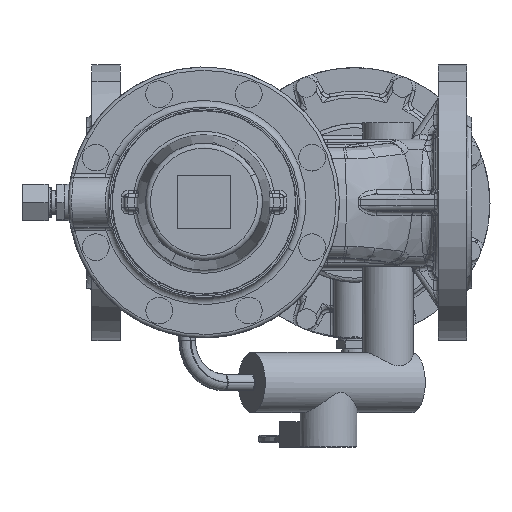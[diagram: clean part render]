
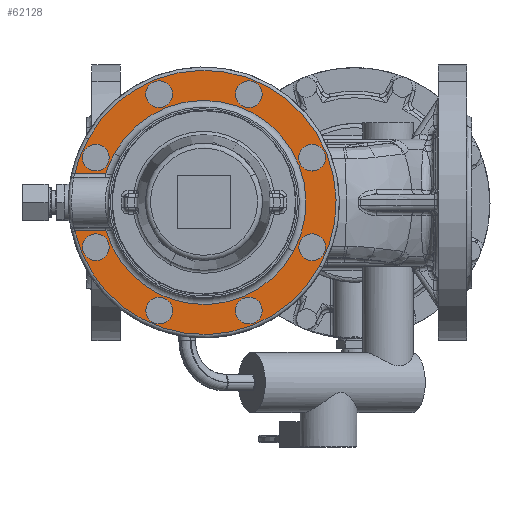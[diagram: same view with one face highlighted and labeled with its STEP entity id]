
A CAD part, top view. The second image highlights one B-rep face of the part: STEP entity #62128.
In plain terms, the highlighted planar face has unit normal (0, 0, 1).
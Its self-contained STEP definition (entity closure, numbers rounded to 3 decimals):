
#61943=VECTOR('Line Direction',#61942,1.) ;
#61971=VECTOR('Line Direction',#61970,1.) ;
#61011=DIRECTION('Axis2P3D Direction',(0.,0.,-1.)) ;
#61049=DIRECTION('Axis2P3D Direction',(0.,-0.,-1.)) ;
#61513=DIRECTION('Axis2P3D Direction',(0.,-0.,-1.)) ;
#61937=DIRECTION('Axis2P3D Direction',(0.,0.,-1.)) ;
#61938=DIRECTION('Axis2P3D XDirection',(0.,1.,0.)) ;
#61942=DIRECTION('Vector Direction',(-1.,0.,0.)) ;
#61949=DIRECTION('Axis2P3D Direction',(0.,0.,-1.)) ;
#61956=DIRECTION('Axis2P3D Direction',(0.,0.,-1.)) ;
#61963=DIRECTION('Axis2P3D Direction',(0.,0.,-1.)) ;
#61970=DIRECTION('Vector Direction',(-1.,0.,0.)) ;
#61985=DIRECTION('Axis2P3D Direction',(0.,0.,-1.)) ;
#61994=DIRECTION('Axis2P3D Direction',(0.,0.,-1.)) ;
#62003=DIRECTION('Axis2P3D Direction',(0.,0.,-1.)) ;
#62012=DIRECTION('Axis2P3D Direction',(0.,0.,-1.)) ;
#62021=DIRECTION('Axis2P3D Direction',(0.,0.,-1.)) ;
#62030=DIRECTION('Axis2P3D Direction',(0.,0.,-1.)) ;
#62039=DIRECTION('Axis2P3D Direction',(0.,0.,-1.)) ;
#62048=DIRECTION('Axis2P3D Direction',(0.,0.,-1.)) ;
#62057=DIRECTION('Axis2P3D Direction',(0.,0.,-1.)) ;
#62066=DIRECTION('Axis2P3D Direction',(0.,0.,-1.)) ;
#62075=DIRECTION('Axis2P3D Direction',(0.,0.,-1.)) ;
#62084=DIRECTION('Axis2P3D Direction',(0.,0.,-1.)) ;
#62093=DIRECTION('Axis2P3D Direction',(0.,0.,-1.)) ;
#62102=DIRECTION('Axis2P3D Direction',(0.,0.,-1.)) ;
#62111=DIRECTION('Axis2P3D Direction',(0.,0.,-1.)) ;
#62120=DIRECTION('Axis2P3D Direction',(0.,0.,-1.)) ;
#61010=CARTESIAN_POINT('Axis2P3D Location',(0.,0.,138.)) ;
#61014=CARTESIAN_POINT('Vertex',(-69.329,37.875,138.)) ;
#61016=CARTESIAN_POINT('Vertex',(69.329,-37.875,138.)) ;
#61045=CARTESIAN_POINT('Vertex',(-77.149,17.,138.)) ;
#61048=CARTESIAN_POINT('Axis2P3D Location',(0.,0.,138.)) ;
#61486=CARTESIAN_POINT('Vertex',(-77.149,-17.,138.)) ;
#61512=CARTESIAN_POINT('Axis2P3D Location',(0.,0.,138.)) ;
#61936=CARTESIAN_POINT('Axis2P3D Location',(-81.,0.,138.)) ;
#61941=CARTESIAN_POINT('Line Origine',(-67.866,17.,138.)) ;
#61945=CARTESIAN_POINT('Vertex',(-58.583,17.,138.)) ;
#61948=CARTESIAN_POINT('Axis2P3D Location',(0.,0.,138.)) ;
#61952=CARTESIAN_POINT('Vertex',(-53.533,29.245,138.)) ;
#61955=CARTESIAN_POINT('Axis2P3D Location',(0.,0.,138.)) ;
#61959=CARTESIAN_POINT('Vertex',(53.533,-29.245,138.)) ;
#61962=CARTESIAN_POINT('Axis2P3D Location',(0.,0.,138.)) ;
#61966=CARTESIAN_POINT('Vertex',(-58.583,-17.,138.)) ;
#61969=CARTESIAN_POINT('Line Origine',(-67.866,-17.,138.)) ;
#61984=CARTESIAN_POINT('Axis2P3D Location',(-26.788,-64.672,138.)) ;
#61988=CARTESIAN_POINT('Vertex',(-32.445,-70.328,138.)) ;
#61990=CARTESIAN_POINT('Vertex',(-21.131,-59.015,138.)) ;
#61993=CARTESIAN_POINT('Axis2P3D Location',(-26.788,-64.672,138.)) ;
#62002=CARTESIAN_POINT('Axis2P3D Location',(26.788,64.672,138.)) ;
#62006=CARTESIAN_POINT('Vertex',(32.445,70.328,138.)) ;
#62008=CARTESIAN_POINT('Vertex',(21.131,59.015,138.)) ;
#62011=CARTESIAN_POINT('Axis2P3D Location',(26.788,64.672,138.)) ;
#62020=CARTESIAN_POINT('Axis2P3D Location',(-26.788,64.672,138.)) ;
#62024=CARTESIAN_POINT('Vertex',(-26.788,72.672,138.)) ;
#62026=CARTESIAN_POINT('Vertex',(-26.788,56.672,138.)) ;
#62029=CARTESIAN_POINT('Axis2P3D Location',(-26.788,64.672,138.)) ;
#62038=CARTESIAN_POINT('Axis2P3D Location',(-64.672,26.788,138.)) ;
#62042=CARTESIAN_POINT('Vertex',(-70.328,32.445,138.)) ;
#62044=CARTESIAN_POINT('Vertex',(-59.015,21.131,138.)) ;
#62047=CARTESIAN_POINT('Axis2P3D Location',(-64.672,26.788,138.)) ;
#62056=CARTESIAN_POINT('Axis2P3D Location',(-64.672,-26.788,138.)) ;
#62060=CARTESIAN_POINT('Vertex',(-56.672,-26.788,138.)) ;
#62062=CARTESIAN_POINT('Vertex',(-72.672,-26.788,138.)) ;
#62065=CARTESIAN_POINT('Axis2P3D Location',(-64.672,-26.788,138.)) ;
#62074=CARTESIAN_POINT('Axis2P3D Location',(64.672,26.788,138.)) ;
#62078=CARTESIAN_POINT('Vertex',(56.672,26.788,138.)) ;
#62080=CARTESIAN_POINT('Vertex',(72.672,26.788,138.)) ;
#62083=CARTESIAN_POINT('Axis2P3D Location',(64.672,26.788,138.)) ;
#62092=CARTESIAN_POINT('Axis2P3D Location',(64.672,-26.788,138.)) ;
#62096=CARTESIAN_POINT('Vertex',(59.015,-21.131,138.)) ;
#62098=CARTESIAN_POINT('Vertex',(70.328,-32.445,138.)) ;
#62101=CARTESIAN_POINT('Axis2P3D Location',(64.672,-26.788,138.)) ;
#62110=CARTESIAN_POINT('Axis2P3D Location',(26.788,-64.672,138.)) ;
#62114=CARTESIAN_POINT('Vertex',(26.788,-56.672,138.)) ;
#62116=CARTESIAN_POINT('Vertex',(26.788,-72.672,138.)) ;
#62119=CARTESIAN_POINT('Axis2P3D Location',(26.788,-64.672,138.)) ;
#61012=AXIS2_PLACEMENT_3D('Circle Axis2P3D',#61010,#61011,$) ;
#61050=AXIS2_PLACEMENT_3D('Circle Axis2P3D',#61048,#61049,$) ;
#61514=AXIS2_PLACEMENT_3D('Circle Axis2P3D',#61512,#61513,$) ;
#61939=AXIS2_PLACEMENT_3D('Plane Axis2P3D',#61936,#61937,#61938) ;
#61950=AXIS2_PLACEMENT_3D('Circle Axis2P3D',#61948,#61949,$) ;
#61957=AXIS2_PLACEMENT_3D('Circle Axis2P3D',#61955,#61956,$) ;
#61964=AXIS2_PLACEMENT_3D('Circle Axis2P3D',#61962,#61963,$) ;
#61986=AXIS2_PLACEMENT_3D('Circle Axis2P3D',#61984,#61985,$) ;
#61995=AXIS2_PLACEMENT_3D('Circle Axis2P3D',#61993,#61994,$) ;
#62004=AXIS2_PLACEMENT_3D('Circle Axis2P3D',#62002,#62003,$) ;
#62013=AXIS2_PLACEMENT_3D('Circle Axis2P3D',#62011,#62012,$) ;
#62022=AXIS2_PLACEMENT_3D('Circle Axis2P3D',#62020,#62021,$) ;
#62031=AXIS2_PLACEMENT_3D('Circle Axis2P3D',#62029,#62030,$) ;
#62040=AXIS2_PLACEMENT_3D('Circle Axis2P3D',#62038,#62039,$) ;
#62049=AXIS2_PLACEMENT_3D('Circle Axis2P3D',#62047,#62048,$) ;
#62058=AXIS2_PLACEMENT_3D('Circle Axis2P3D',#62056,#62057,$) ;
#62067=AXIS2_PLACEMENT_3D('Circle Axis2P3D',#62065,#62066,$) ;
#62076=AXIS2_PLACEMENT_3D('Circle Axis2P3D',#62074,#62075,$) ;
#62085=AXIS2_PLACEMENT_3D('Circle Axis2P3D',#62083,#62084,$) ;
#62094=AXIS2_PLACEMENT_3D('Circle Axis2P3D',#62092,#62093,$) ;
#62103=AXIS2_PLACEMENT_3D('Circle Axis2P3D',#62101,#62102,$) ;
#62112=AXIS2_PLACEMENT_3D('Circle Axis2P3D',#62110,#62111,$) ;
#62121=AXIS2_PLACEMENT_3D('Circle Axis2P3D',#62119,#62120,$) ;
#62001=FACE_BOUND('',#61998,.T.) ;
#62019=FACE_BOUND('',#62016,.T.) ;
#62037=FACE_BOUND('',#62034,.T.) ;
#62055=FACE_BOUND('',#62052,.T.) ;
#62073=FACE_BOUND('',#62070,.T.) ;
#62091=FACE_BOUND('',#62088,.T.) ;
#62109=FACE_BOUND('',#62106,.T.) ;
#62127=FACE_BOUND('',#62124,.T.) ;
#61018=EDGE_CURVE('',#61015,#61017,#61013,.T.) ;
#61052=EDGE_CURVE('',#61046,#61015,#61051,.T.) ;
#61516=EDGE_CURVE('',#61017,#61487,#61515,.T.) ;
#61947=EDGE_CURVE('',#61946,#61046,#61944,.T.) ;
#61954=EDGE_CURVE('',#61946,#61953,#61951,.T.) ;
#61961=EDGE_CURVE('',#61953,#61960,#61958,.T.) ;
#61968=EDGE_CURVE('',#61960,#61967,#61965,.T.) ;
#61973=EDGE_CURVE('',#61487,#61967,#61972,.F.) ;
#61992=EDGE_CURVE('',#61989,#61991,#61987,.T.) ;
#61997=EDGE_CURVE('',#61991,#61989,#61996,.T.) ;
#62010=EDGE_CURVE('',#62007,#62009,#62005,.T.) ;
#62015=EDGE_CURVE('',#62009,#62007,#62014,.T.) ;
#62028=EDGE_CURVE('',#62025,#62027,#62023,.T.) ;
#62033=EDGE_CURVE('',#62027,#62025,#62032,.T.) ;
#62046=EDGE_CURVE('',#62043,#62045,#62041,.T.) ;
#62051=EDGE_CURVE('',#62045,#62043,#62050,.T.) ;
#62064=EDGE_CURVE('',#62061,#62063,#62059,.T.) ;
#62069=EDGE_CURVE('',#62063,#62061,#62068,.T.) ;
#62082=EDGE_CURVE('',#62079,#62081,#62077,.T.) ;
#62087=EDGE_CURVE('',#62081,#62079,#62086,.T.) ;
#62100=EDGE_CURVE('',#62097,#62099,#62095,.T.) ;
#62105=EDGE_CURVE('',#62099,#62097,#62104,.T.) ;
#62118=EDGE_CURVE('',#62115,#62117,#62113,.T.) ;
#62123=EDGE_CURVE('',#62117,#62115,#62122,.T.) ;
#61940=PLANE('Plane',#61939) ;
#61975=ORIENTED_EDGE('',*,*,#61516,.F.) ;
#61976=ORIENTED_EDGE('',*,*,#61018,.F.) ;
#61977=ORIENTED_EDGE('',*,*,#61052,.F.) ;
#61978=ORIENTED_EDGE('',*,*,#61947,.F.) ;
#61979=ORIENTED_EDGE('',*,*,#61954,.T.) ;
#61980=ORIENTED_EDGE('',*,*,#61961,.T.) ;
#61981=ORIENTED_EDGE('',*,*,#61968,.T.) ;
#61982=ORIENTED_EDGE('',*,*,#61973,.F.) ;
#61999=ORIENTED_EDGE('',*,*,#61992,.T.) ;
#62000=ORIENTED_EDGE('',*,*,#61997,.T.) ;
#62017=ORIENTED_EDGE('',*,*,#62010,.T.) ;
#62018=ORIENTED_EDGE('',*,*,#62015,.T.) ;
#62035=ORIENTED_EDGE('',*,*,#62028,.T.) ;
#62036=ORIENTED_EDGE('',*,*,#62033,.T.) ;
#62053=ORIENTED_EDGE('',*,*,#62046,.T.) ;
#62054=ORIENTED_EDGE('',*,*,#62051,.T.) ;
#62071=ORIENTED_EDGE('',*,*,#62064,.T.) ;
#62072=ORIENTED_EDGE('',*,*,#62069,.T.) ;
#62089=ORIENTED_EDGE('',*,*,#62082,.T.) ;
#62090=ORIENTED_EDGE('',*,*,#62087,.T.) ;
#62107=ORIENTED_EDGE('',*,*,#62100,.T.) ;
#62108=ORIENTED_EDGE('',*,*,#62105,.T.) ;
#62125=ORIENTED_EDGE('',*,*,#62118,.T.) ;
#62126=ORIENTED_EDGE('',*,*,#62123,.T.) ;
#61944=LINE('Line',#61941,#61943) ;
#61972=LINE('Line',#61969,#61971) ;
#62128=ADVANCED_FACE('Brep With Voids',(#61983,#62001,#62019,#62037,#62055,#62073,#62091,#62109,#62127),#61940,.F.) ;
#61013=CIRCLE('generated circle',#61012,79.) ;
#61051=CIRCLE('generated circle',#61050,79.) ;
#61515=CIRCLE('generated circle',#61514,79.) ;
#61951=CIRCLE('generated circle',#61950,61.) ;
#61958=CIRCLE('generated circle',#61957,61.) ;
#61965=CIRCLE('generated circle',#61964,61.) ;
#61987=CIRCLE('generated circle',#61986,8.) ;
#61996=CIRCLE('generated circle',#61995,8.) ;
#62005=CIRCLE('generated circle',#62004,8.) ;
#62014=CIRCLE('generated circle',#62013,8.) ;
#62023=CIRCLE('generated circle',#62022,8.) ;
#62032=CIRCLE('generated circle',#62031,8.) ;
#62041=CIRCLE('generated circle',#62040,8.) ;
#62050=CIRCLE('generated circle',#62049,8.) ;
#62059=CIRCLE('generated circle',#62058,8.) ;
#62068=CIRCLE('generated circle',#62067,8.) ;
#62077=CIRCLE('generated circle',#62076,8.) ;
#62086=CIRCLE('generated circle',#62085,8.) ;
#62095=CIRCLE('generated circle',#62094,8.) ;
#62104=CIRCLE('generated circle',#62103,8.) ;
#62113=CIRCLE('generated circle',#62112,8.) ;
#62122=CIRCLE('generated circle',#62121,8.) ;
#61015=VERTEX_POINT('',#61014) ;
#61017=VERTEX_POINT('',#61016) ;
#61046=VERTEX_POINT('',#61045) ;
#61487=VERTEX_POINT('',#61486) ;
#61946=VERTEX_POINT('',#61945) ;
#61953=VERTEX_POINT('',#61952) ;
#61960=VERTEX_POINT('',#61959) ;
#61967=VERTEX_POINT('',#61966) ;
#61989=VERTEX_POINT('',#61988) ;
#61991=VERTEX_POINT('',#61990) ;
#62007=VERTEX_POINT('',#62006) ;
#62009=VERTEX_POINT('',#62008) ;
#62025=VERTEX_POINT('',#62024) ;
#62027=VERTEX_POINT('',#62026) ;
#62043=VERTEX_POINT('',#62042) ;
#62045=VERTEX_POINT('',#62044) ;
#62061=VERTEX_POINT('',#62060) ;
#62063=VERTEX_POINT('',#62062) ;
#62079=VERTEX_POINT('',#62078) ;
#62081=VERTEX_POINT('',#62080) ;
#62097=VERTEX_POINT('',#62096) ;
#62099=VERTEX_POINT('',#62098) ;
#62115=VERTEX_POINT('',#62114) ;
#62117=VERTEX_POINT('',#62116) ;
#61974=EDGE_LOOP('',(#61975,#61976,#61977,#61978,#61979,#61980,#61981,#61982)) ;
#61998=EDGE_LOOP('',(#61999,#62000)) ;
#62016=EDGE_LOOP('',(#62017,#62018)) ;
#62034=EDGE_LOOP('',(#62035,#62036)) ;
#62052=EDGE_LOOP('',(#62053,#62054)) ;
#62070=EDGE_LOOP('',(#62071,#62072)) ;
#62088=EDGE_LOOP('',(#62089,#62090)) ;
#62106=EDGE_LOOP('',(#62107,#62108)) ;
#62124=EDGE_LOOP('',(#62125,#62126)) ;
#61983=FACE_OUTER_BOUND('',#61974,.T.) ;
